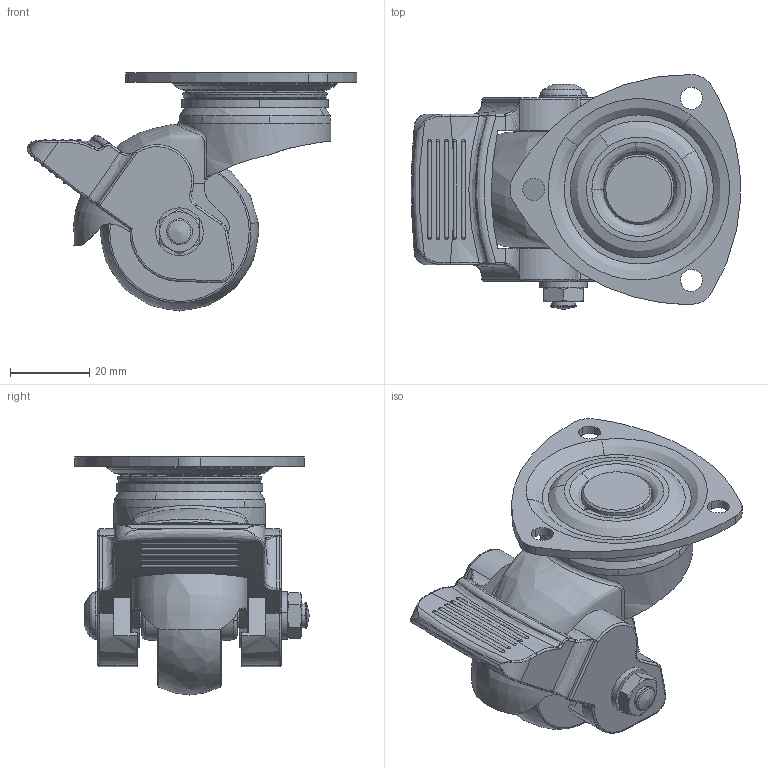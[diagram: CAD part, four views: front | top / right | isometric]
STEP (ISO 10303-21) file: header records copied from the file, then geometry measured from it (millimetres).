
FILE_DESCRIPTION((''),'2;1');
FILE_NAME('','2005-12-16T11:39:00',(''),(''),'','CADfix','');
FILE_SCHEMA(('AUTOMOTIVE_DESIGN'));
Length unit declared in the file: millimetre
Products named in the file (7): lever; wheel; mounting plate; main shaft; body; axle; No_102G_NS_B_16848_36
Assembly tree (6 placements, depth 2):
  No_102G_NS_B_16848_36
    lever
    wheel
    mounting plate
    main shaft
    body
    axle
Bounding box: 83.01 x 59.15 x 60 mm (x, y, z)
Volume: 59114.5 mm3; surface area: 32180.4 mm2
Topology: 6 solids, 6 shells, 400 faces, 1177 edges, 809 vertices
Faces by surface type: bspline 400
Entity records: 23723 total; most frequent: CARTESIAN_POINT 17345, ORIENTED_EDGE 2348, EDGE_CURVE 1174, VERTEX_POINT 809, EDGE_LOOP 443, FACE_OUTER_BOUND 400, ADVANCED_FACE 400, QUASI_UNIFORM_CURVE 319
